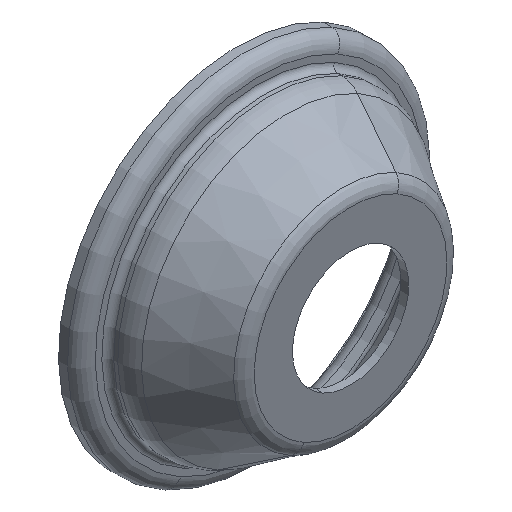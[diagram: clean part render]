
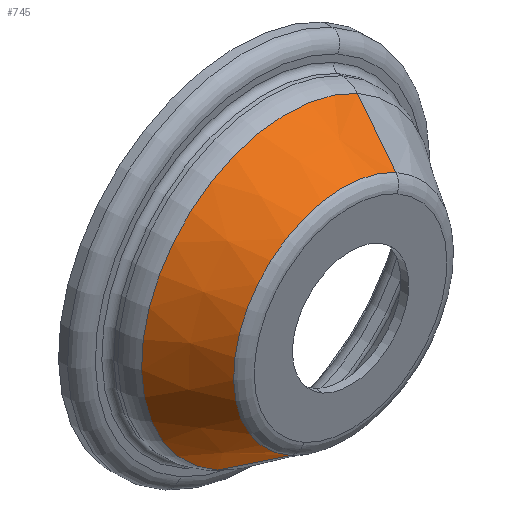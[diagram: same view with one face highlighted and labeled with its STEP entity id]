
A CAD part, isometric view. The second image highlights one B-rep face of the part: STEP entity #745.
In plain terms, the highlighted conical face has half-angle 33 degrees and reference radius 55.21 mm.
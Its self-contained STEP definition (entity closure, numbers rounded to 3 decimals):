
#669=CARTESIAN_POINT('Vertex',(35.217,31.741,64.465)) ;
#676=CARTESIAN_POINT('Vertex',(-35.217,31.741,-64.465)) ;
#691=CARTESIAN_POINT('Axis2P3D Location',(0.,31.741,0.)) ;
#703=CARTESIAN_POINT('Axis2P3D Location',(0.,3.643,0.)) ;
#708=CARTESIAN_POINT('Line Origine',(30.843,17.692,56.458)) ;
#712=CARTESIAN_POINT('Vertex',(26.469,3.643,48.451)) ;
#719=CARTESIAN_POINT('Vertex',(-26.469,3.643,-48.451)) ;
#722=CARTESIAN_POINT('Line Origine',(-30.843,17.692,-56.458)) ;
#734=CARTESIAN_POINT('Axis2P3D Location',(0.,3.643,0.)) ;
#692=DIRECTION('Axis2P3D Direction',(0.,1.,0.)) ;
#704=DIRECTION('Axis2P3D Direction',(0.,1.,0.)) ;
#705=DIRECTION('Axis2P3D XDirection',(0.479,0.,0.878)) ;
#709=DIRECTION('Vector Direction',(0.261,0.839,0.478)) ;
#723=DIRECTION('Vector Direction',(-0.261,0.839,-0.478)) ;
#735=DIRECTION('Axis2P3D Direction',(0.,1.,0.)) ;
#693=AXIS2_PLACEMENT_3D('Circle Axis2P3D',#691,#692,$) ;
#706=AXIS2_PLACEMENT_3D('Cone Axis2P3D',#703,#704,#705) ;
#736=AXIS2_PLACEMENT_3D('Circle Axis2P3D',#734,#735,$) ;
#740=ORIENTED_EDGE('',*,*,#695,.F.) ;
#741=ORIENTED_EDGE('',*,*,#726,.T.) ;
#742=ORIENTED_EDGE('',*,*,#738,.T.) ;
#743=ORIENTED_EDGE('',*,*,#714,.F.) ;
#710=VECTOR('Line Direction',#709,1.) ;
#724=VECTOR('Line Direction',#723,1.) ;
#745=ADVANCED_FACE('Corps principal',(#744),#707,.T.) ;
#694=CIRCLE('generated circle',#693,73.457) ;
#737=CIRCLE('generated circle',#736,55.21) ;
#707=CONICAL_SURFACE('Cone',#706,55.21,0.576) ;
#695=EDGE_CURVE('',#677,#670,#694,.T.) ;
#714=EDGE_CURVE('',#670,#713,#711,.F.) ;
#726=EDGE_CURVE('',#677,#720,#725,.F.) ;
#738=EDGE_CURVE('',#720,#713,#737,.T.) ;
#739=EDGE_LOOP('',(#740,#741,#742,#743)) ;
#744=FACE_OUTER_BOUND('',#739,.T.) ;
#711=LINE('Line',#708,#710) ;
#725=LINE('Line',#722,#724) ;
#670=VERTEX_POINT('',#669) ;
#677=VERTEX_POINT('',#676) ;
#713=VERTEX_POINT('',#712) ;
#720=VERTEX_POINT('',#719) ;
